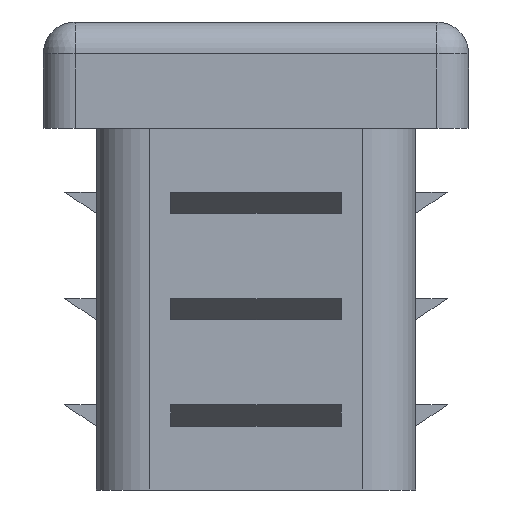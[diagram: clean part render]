
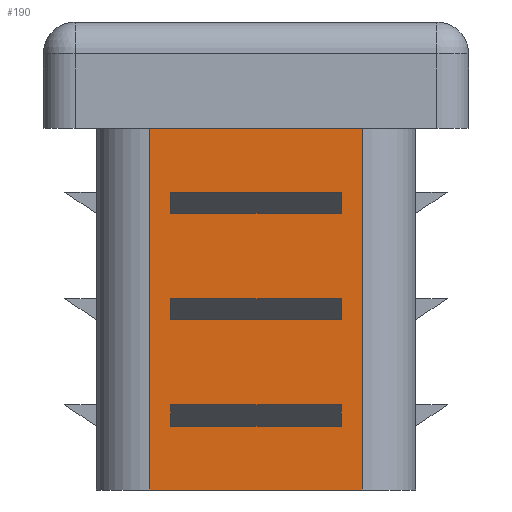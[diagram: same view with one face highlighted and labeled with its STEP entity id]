
A CAD part, left-side view. The second image highlights one B-rep face of the part: STEP entity #190.
In plain terms, the highlighted planar face has unit normal (-1, 0, 0).
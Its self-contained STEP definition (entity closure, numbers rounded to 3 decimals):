
#190 = ADVANCED_FACE( '', ( #426, #427, #428, #429 ), #430, .F. );
#426 = FACE_BOUND( '', #699, .T. );
#427 = FACE_BOUND( '', #700, .T. );
#428 = FACE_BOUND( '', #701, .T. );
#429 = FACE_OUTER_BOUND( '', #702, .T. );
#430 = PLANE( '', #703 );
#699 = EDGE_LOOP( '', ( #1199, #1200, #1201, #1202 ) );
#700 = EDGE_LOOP( '', ( #1203, #1204, #1205, #1206 ) );
#701 = EDGE_LOOP( '', ( #1207, #1208, #1209, #1210 ) );
#702 = EDGE_LOOP( '', ( #1211, #1212, #1213, #1214 ) );
#703 = AXIS2_PLACEMENT_3D( '', #1215, #1216, #1217 );
#1199 = ORIENTED_EDGE( '', *, *, #1742, .F. );
#1200 = ORIENTED_EDGE( '', *, *, #1723, .F. );
#1201 = ORIENTED_EDGE( '', *, *, #1743, .T. );
#1202 = ORIENTED_EDGE( '', *, *, #1703, .T. );
#1203 = ORIENTED_EDGE( '', *, *, #1744, .F. );
#1204 = ORIENTED_EDGE( '', *, *, #1745, .F. );
#1205 = ORIENTED_EDGE( '', *, *, #1643, .T. );
#1206 = ORIENTED_EDGE( '', *, *, #1746, .T. );
#1207 = ORIENTED_EDGE( '', *, *, #1747, .F. );
#1208 = ORIENTED_EDGE( '', *, *, #1748, .F. );
#1209 = ORIENTED_EDGE( '', *, *, #1738, .T. );
#1210 = ORIENTED_EDGE( '', *, *, #1749, .T. );
#1211 = ORIENTED_EDGE( '', *, *, #1750, .F. );
#1212 = ORIENTED_EDGE( '', *, *, #1687, .T. );
#1213 = ORIENTED_EDGE( '', *, *, #1597, .T. );
#1214 = ORIENTED_EDGE( '', *, *, #1751, .T. );
#1215 = CARTESIAN_POINT( '', ( -32.5, 7.5, 17. ) );
#1216 = DIRECTION( '', ( 1., 0., 0. ) );
#1217 = DIRECTION( '', ( 0., 1., 0. ) );
#1597 = EDGE_CURVE( '', #1908, #1909, #1910, .T. );
#1643 = EDGE_CURVE( '', #1985, #1983, #1986, .T. );
#1687 = EDGE_CURVE( '', #2046, #1908, #2049, .T. );
#1703 = EDGE_CURVE( '', #2069, #2070, #2071, .T. );
#1723 = EDGE_CURVE( '', #2102, #2103, #2104, .T. );
#1738 = EDGE_CURVE( '', #2124, #2122, #2125, .T. );
#1742 = EDGE_CURVE( '', #2103, #2070, #2130, .T. );
#1743 = EDGE_CURVE( '', #2102, #2069, #2131, .T. );
#1744 = EDGE_CURVE( '', #2132, #2133, #2134, .T. );
#1745 = EDGE_CURVE( '', #1985, #2132, #2135, .T. );
#1746 = EDGE_CURVE( '', #1983, #2133, #2136, .T. );
#1747 = EDGE_CURVE( '', #2137, #2138, #2139, .T. );
#1748 = EDGE_CURVE( '', #2124, #2137, #2140, .T. );
#1749 = EDGE_CURVE( '', #2122, #2138, #2141, .T. );
#1750 = EDGE_CURVE( '', #2046, #2142, #2143, .T. );
#1751 = EDGE_CURVE( '', #1909, #2142, #2144, .F. );
#1908 = VERTEX_POINT( '', #2332 );
#1909 = VERTEX_POINT( '', #2333 );
#1910 = LINE( '', #2334, #2335 );
#1983 = VERTEX_POINT( '', #2432 );
#1985 = VERTEX_POINT( '', #2435 );
#1986 = LINE( '', #2436, #2437 );
#2046 = VERTEX_POINT( '', #2525 );
#2049 = LINE( '', #2529, #2530 );
#2069 = VERTEX_POINT( '', #2561 );
#2070 = VERTEX_POINT( '', #2562 );
#2071 = LINE( '', #2563, #2564 );
#2102 = VERTEX_POINT( '', #2611 );
#2103 = VERTEX_POINT( '', #2612 );
#2104 = LINE( '', #2613, #2614 );
#2122 = VERTEX_POINT( '', #2640 );
#2124 = VERTEX_POINT( '', #2643 );
#2125 = LINE( '', #2644, #2645 );
#2130 = LINE( '', #2652, #2653 );
#2131 = LINE( '', #2654, #2655 );
#2132 = VERTEX_POINT( '', #2656 );
#2133 = VERTEX_POINT( '', #2657 );
#2134 = LINE( '', #2658, #2659 );
#2135 = LINE( '', #2660, #2661 );
#2136 = LINE( '', #2662, #2663 );
#2137 = VERTEX_POINT( '', #2664 );
#2138 = VERTEX_POINT( '', #2665 );
#2139 = LINE( '', #2666, #2667 );
#2140 = LINE( '', #2668, #2669 );
#2141 = LINE( '', #2670, #2671 );
#2142 = VERTEX_POINT( '', #2672 );
#2143 = LINE( '', #2673, #2674 );
#2144 = LINE( '', #2675, #2676 );
#2332 = CARTESIAN_POINT( '', ( -32.5, 5., 0. ) );
#2333 = CARTESIAN_POINT( '', ( -32.5, -5., 0. ) );
#2334 = CARTESIAN_POINT( '', ( -32.5, 7.5, 0. ) );
#2335 = VECTOR( '', #2851, 1000. );
#2432 = CARTESIAN_POINT( '', ( -32.5, 4., 8. ) );
#2435 = CARTESIAN_POINT( '', ( -32.5, -4., 8. ) );
#2436 = CARTESIAN_POINT( '', ( -32.5, -4., 8. ) );
#2437 = VECTOR( '', #2907, 1000. );
#2525 = CARTESIAN_POINT( '', ( -32.5, 5., 17. ) );
#2529 = CARTESIAN_POINT( '', ( -32.5, 5., 17. ) );
#2530 = VECTOR( '', #2943, 1000. );
#2561 = CARTESIAN_POINT( '', ( -32.5, 4., 3. ) );
#2562 = CARTESIAN_POINT( '', ( -32.5, 4., 4. ) );
#2563 = CARTESIAN_POINT( '', ( -32.5, 4., 3. ) );
#2564 = VECTOR( '', #2955, 1000. );
#2611 = CARTESIAN_POINT( '', ( -32.5, -4., 3. ) );
#2612 = CARTESIAN_POINT( '', ( -32.5, -4., 4. ) );
#2613 = CARTESIAN_POINT( '', ( -32.5, -4., 3. ) );
#2614 = VECTOR( '', #2972, 1000. );
#2640 = CARTESIAN_POINT( '', ( -32.5, 4., 13. ) );
#2643 = CARTESIAN_POINT( '', ( -32.5, -4., 13. ) );
#2644 = CARTESIAN_POINT( '', ( -32.5, -4., 13. ) );
#2645 = VECTOR( '', #2985, 1000. );
#2652 = CARTESIAN_POINT( '', ( -32.5, -4., 4. ) );
#2653 = VECTOR( '', #2988, 1000. );
#2654 = CARTESIAN_POINT( '', ( -32.5, -4., 3. ) );
#2655 = VECTOR( '', #2989, 1000. );
#2656 = CARTESIAN_POINT( '', ( -32.5, -4., 9. ) );
#2657 = CARTESIAN_POINT( '', ( -32.5, 4., 9. ) );
#2658 = CARTESIAN_POINT( '', ( -32.5, -4., 9. ) );
#2659 = VECTOR( '', #2990, 1000. );
#2660 = CARTESIAN_POINT( '', ( -32.5, -4., 8. ) );
#2661 = VECTOR( '', #2991, 1000. );
#2662 = CARTESIAN_POINT( '', ( -32.5, 4., 8. ) );
#2663 = VECTOR( '', #2992, 1000. );
#2664 = CARTESIAN_POINT( '', ( -32.5, -4., 14. ) );
#2665 = CARTESIAN_POINT( '', ( -32.5, 4., 14. ) );
#2666 = CARTESIAN_POINT( '', ( -32.5, -4., 14. ) );
#2667 = VECTOR( '', #2993, 1000. );
#2668 = CARTESIAN_POINT( '', ( -32.5, -4., 13. ) );
#2669 = VECTOR( '', #2994, 1000. );
#2670 = CARTESIAN_POINT( '', ( -32.5, 4., 13. ) );
#2671 = VECTOR( '', #2995, 1000. );
#2672 = CARTESIAN_POINT( '', ( -32.5, -5., 17. ) );
#2673 = CARTESIAN_POINT( '', ( -32.5, 7.5, 17. ) );
#2674 = VECTOR( '', #2996, 1000. );
#2675 = CARTESIAN_POINT( '', ( -32.5, -5., 17. ) );
#2676 = VECTOR( '', #2997, 1000. );
#2851 = DIRECTION( '', ( 0., -1., 0. ) );
#2907 = DIRECTION( '', ( 0., 1., 0. ) );
#2943 = DIRECTION( '', ( 0., 0., -1. ) );
#2955 = DIRECTION( '', ( 0., 0., 1. ) );
#2972 = DIRECTION( '', ( 0., 0., 1. ) );
#2985 = DIRECTION( '', ( 0., 1., 0. ) );
#2988 = DIRECTION( '', ( 0., 1., 0. ) );
#2989 = DIRECTION( '', ( 0., 1., 0. ) );
#2990 = DIRECTION( '', ( 0., 1., 0. ) );
#2991 = DIRECTION( '', ( 0., 0., 1. ) );
#2992 = DIRECTION( '', ( 0., 0., 1. ) );
#2993 = DIRECTION( '', ( 0., 1., 0. ) );
#2994 = DIRECTION( '', ( 0., 0., 1. ) );
#2995 = DIRECTION( '', ( 0., 0., 1. ) );
#2996 = DIRECTION( '', ( 0., -1., 0. ) );
#2997 = DIRECTION( '', ( 0., 0., -1. ) );
